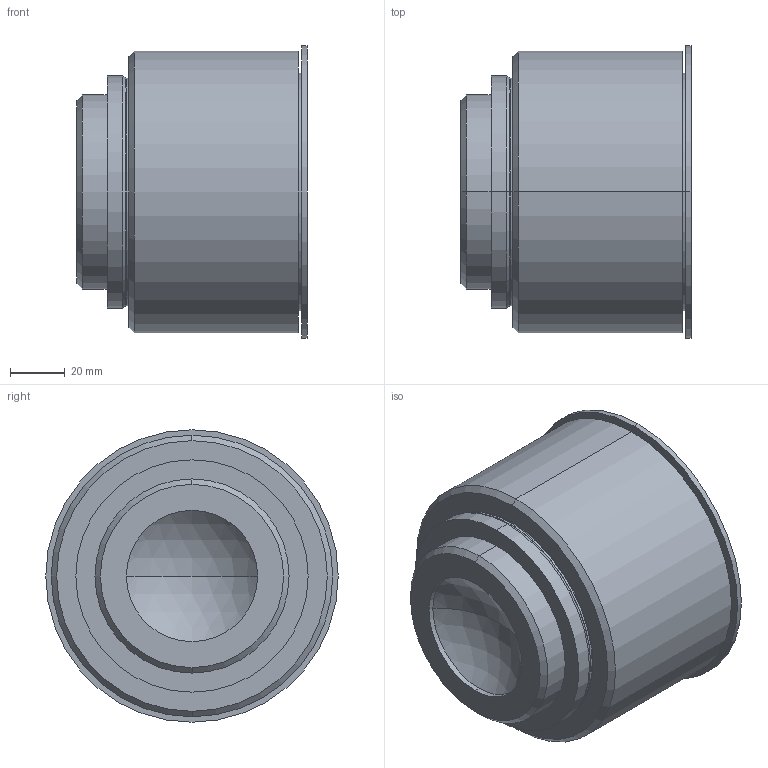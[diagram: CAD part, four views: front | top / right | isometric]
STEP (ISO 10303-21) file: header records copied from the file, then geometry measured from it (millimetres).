
FILE_DESCRIPTION (( 'STEP AP203' ), '1' );
FILE_NAME ('100501.STEP', '2011-11-07T12:24:26', ( 'poweredge' ), ( '' ), 'SwSTEP 2.0', 'SolidWorks 2011', '' );
FILE_SCHEMA (( 'CONFIG_CONTROL_DESIGN' ));
Length unit declared in the file: millimetre
Products named in the file (1): 100501
Bounding box: 84.14 x 107 x 107 mm (x, y, z)
Surface area: 45875.6 mm2 (no closed solid volume)
Topology: 0 solids, 4 shells, 34 faces, 72 edges, 45 vertices
Faces by surface type: cylinder 14, cone 8, plane 6, torus 4, sphere 2
Entity records: 1002 total; most frequent: DIRECTION 192, CARTESIAN_POINT 152, ORIENTED_EDGE 132, AXIS2_PLACEMENT_3D 85, EDGE_CURVE 72, CIRCLE 50, VERTEX_POINT 45, EDGE_LOOP 39
